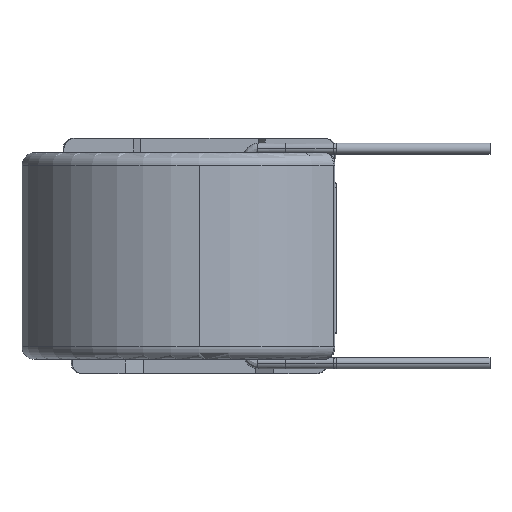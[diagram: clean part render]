
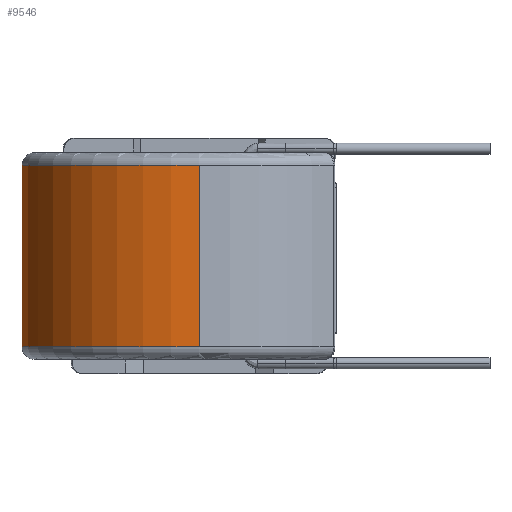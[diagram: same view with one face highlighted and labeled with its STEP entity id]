
A CAD part, left-side view. The second image highlights one B-rep face of the part: STEP entity #9546.
In plain terms, the highlighted cylindrical face has radius 17.5 mm (diameter 35 mm), a partial arc.
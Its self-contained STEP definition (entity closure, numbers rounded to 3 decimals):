
#14 = DIRECTION ( 'NONE',  ( -1., 0., 0. ) ) ;
#256 = ORIENTED_EDGE ( 'NONE', *, *, #11352, .F. ) ;
#657 = CARTESIAN_POINT ( 'NONE',  ( -17.5, 0., 10.1 ) ) ;
#1606 = ORIENTED_EDGE ( 'NONE', *, *, #1671, .T. ) ;
#1671 = EDGE_CURVE ( 'NONE', #9913, #7099, #12595, .T. ) ;
#2710 = CARTESIAN_POINT ( 'NONE',  ( -2.22, 17.359, 8.9 ) ) ;
#2732 = VECTOR ( 'NONE', #14177, 1000. ) ;
#3779 = LINE ( 'NONE', #4166, #2732 ) ;
#4166 = CARTESIAN_POINT ( 'NONE',  ( -2.22, 17.359, 10.1 ) ) ;
#4724 = DIRECTION ( 'NONE',  ( 1., 0., 0. ) ) ;
#4844 = DIRECTION ( 'NONE',  ( 1., 0., 0. ) ) ;
#5425 = CIRCLE ( 'NONE', #7821, 17.5 ) ;
#5539 = AXIS2_PLACEMENT_3D ( 'NONE', #12055, #13161, #14 ) ;
#6222 = CYLINDRICAL_SURFACE ( 'NONE', #5539, 17.5 ) ;
#6533 = ORIENTED_EDGE ( 'NONE', *, *, #8925, .T. ) ;
#7099 = VERTEX_POINT ( 'NONE', #10687 ) ;
#7821 = AXIS2_PLACEMENT_3D ( 'NONE', #13472, #9009, #4724 ) ;
#8030 = LINE ( 'NONE', #657, #13524 ) ;
#8077 = DIRECTION ( 'NONE',  ( 0., 0., 1. ) ) ;
#8925 = EDGE_CURVE ( 'NONE', #10587, #9913, #3779, .T. ) ;
#9009 = DIRECTION ( 'NONE',  ( 0., 0., -1. ) ) ;
#9059 = CARTESIAN_POINT ( 'NONE',  ( -2.22, 17.359, -8.9 ) ) ;
#9207 = CARTESIAN_POINT ( 'NONE',  ( 0., 0., -8.9 ) ) ;
#9435 = DIRECTION ( 'NONE',  ( 0., 0., -1. ) ) ;
#9437 = EDGE_LOOP ( 'NONE', ( #256, #10064, #6533, #1606 ) ) ;
#9478 = VERTEX_POINT ( 'NONE', #9697 ) ;
#9546 = ADVANCED_FACE ( 'NONE', ( #12058 ), #6222, .T. ) ;
#9697 = CARTESIAN_POINT ( 'NONE',  ( -17.5, 0., 8.9 ) ) ;
#9913 = VERTEX_POINT ( 'NONE', #9059 ) ;
#10064 = ORIENTED_EDGE ( 'NONE', *, *, #11883, .T. ) ;
#10587 = VERTEX_POINT ( 'NONE', #2710 ) ;
#10687 = CARTESIAN_POINT ( 'NONE',  ( -17.5, 0., -8.9 ) ) ;
#11352 = EDGE_CURVE ( 'NONE', #9478, #7099, #8030, .T. ) ;
#11713 = AXIS2_PLACEMENT_3D ( 'NONE', #9207, #8077, #4844 ) ;
#11883 = EDGE_CURVE ( 'NONE', #9478, #10587, #5425, .T. ) ;
#12055 = CARTESIAN_POINT ( 'NONE',  ( 0., 0., 10.1 ) ) ;
#12058 = FACE_OUTER_BOUND ( 'NONE', #9437, .T. ) ;
#12595 = CIRCLE ( 'NONE', #11713, 17.5 ) ;
#13161 = DIRECTION ( 'NONE',  ( 0., 0., -1. ) ) ;
#13472 = CARTESIAN_POINT ( 'NONE',  ( 0., 0., 8.9 ) ) ;
#13524 = VECTOR ( 'NONE', #9435, 1000. ) ;
#14177 = DIRECTION ( 'NONE',  ( 0., 0., -1. ) ) ;
